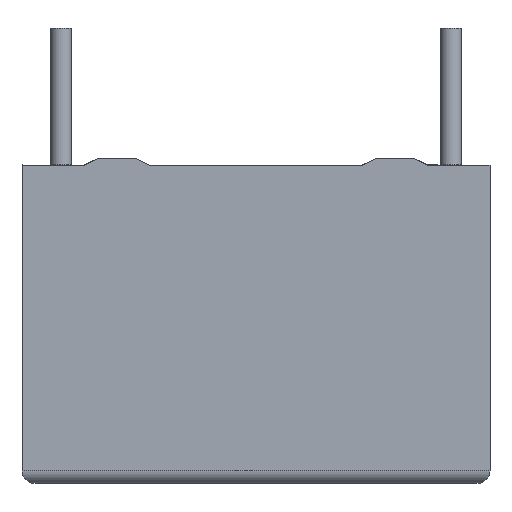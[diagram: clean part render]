
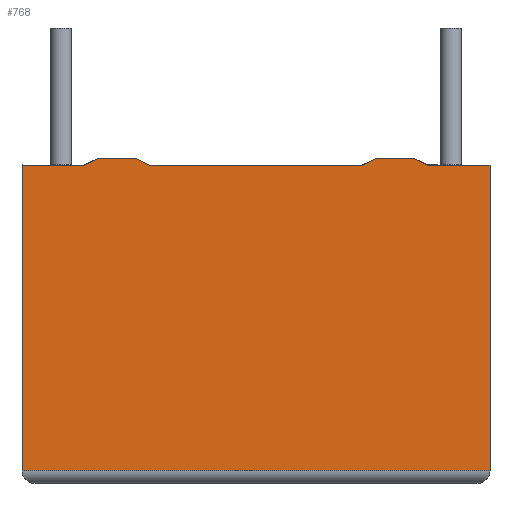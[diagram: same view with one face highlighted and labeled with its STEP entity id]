
A CAD part, front view. The second image highlights one B-rep face of the part: STEP entity #768.
In plain terms, the highlighted planar face has unit normal (0, -1, 0).
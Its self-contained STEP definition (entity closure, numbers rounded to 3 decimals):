
#41 = FACE_OUTER_BOUND ( 'NONE', #96, .T. ) ;
#58 = LINE ( 'NONE', #318, #977 ) ;
#80 = LINE ( 'NONE', #777, #307 ) ;
#84 = CARTESIAN_POINT ( 'NONE',  ( -9., -3.5, 6.25 ) ) ;
#85 = CARTESIAN_POINT ( 'NONE',  ( -9., -3.5, 6. ) ) ;
#96 = EDGE_LOOP ( 'NONE', ( #105, #99, #857, #836, #417, #846, #388, #209, #194, #493, #202, #802 ) ) ;
#99 = ORIENTED_EDGE ( 'NONE', *, *, #551, .T. ) ;
#105 = ORIENTED_EDGE ( 'NONE', *, *, #513, .F. ) ;
#111 = VERTEX_POINT ( 'NONE', #812 ) ;
#119 = LINE ( 'NONE', #918, #1114 ) ;
#127 = EDGE_CURVE ( 'NONE', #915, #742, #471, .T. ) ;
#141 = DIRECTION ( 'NONE',  ( 0., 0., 1. ) ) ;
#144 = CARTESIAN_POINT ( 'NONE',  ( -4.103, -3.5, 6. ) ) ;
#151 = DIRECTION ( 'NONE',  ( 0., 0., 1. ) ) ;
#186 = EDGE_CURVE ( 'NONE', #807, #286, #642, .T. ) ;
#194 = ORIENTED_EDGE ( 'NONE', *, *, #841, .T. ) ;
#202 = ORIENTED_EDGE ( 'NONE', *, *, #772, .T. ) ;
#209 = ORIENTED_EDGE ( 'NONE', *, *, #283, .T. ) ;
#249 = LINE ( 'NONE', #84, #1131 ) ;
#257 = CARTESIAN_POINT ( 'NONE',  ( 6.603, -3.5, 6. ) ) ;
#260 = DIRECTION ( 'NONE',  ( -0.894, 0., 0.447 ) ) ;
#283 = EDGE_CURVE ( 'NONE', #670, #736, #943, .T. ) ;
#286 = VERTEX_POINT ( 'NONE', #85 ) ;
#300 = EDGE_CURVE ( 'NONE', #742, #111, #980, .T. ) ;
#306 = VECTOR ( 'NONE', #151, 1000. ) ;
#307 = VECTOR ( 'NONE', #624, 1000. ) ;
#313 = DIRECTION ( 'NONE',  ( 1., 0., 0. ) ) ;
#318 = CARTESIAN_POINT ( 'NONE',  ( -9., -3.5, 6.25 ) ) ;
#330 = EDGE_CURVE ( 'NONE', #413, #111, #58, .T. ) ;
#375 = CARTESIAN_POINT ( 'NONE',  ( 9., -3.5, 6. ) ) ;
#377 = VERTEX_POINT ( 'NONE', #502 ) ;
#388 = ORIENTED_EDGE ( 'NONE', *, *, #573, .T. ) ;
#391 = DIRECTION ( 'NONE',  ( 0., 0., -1. ) ) ;
#394 = CARTESIAN_POINT ( 'NONE',  ( -9., -3.5, -5.75 ) ) ;
#398 = EDGE_CURVE ( 'NONE', #377, #950, #249, .T. ) ;
#410 = CARTESIAN_POINT ( 'NONE',  ( 0., -3.5, 0. ) ) ;
#413 = VERTEX_POINT ( 'NONE', #435 ) ;
#417 = ORIENTED_EDGE ( 'NONE', *, *, #300, .T. ) ;
#435 = CARTESIAN_POINT ( 'NONE',  ( 4.603, -3.5, 6.25 ) ) ;
#453 = CARTESIAN_POINT ( 'NONE',  ( -6.603, -3.5, 6. ) ) ;
#457 = DIRECTION ( 'NONE',  ( -1., 0., 0. ) ) ;
#459 = DIRECTION ( 'NONE',  ( 0., 1., 0. ) ) ;
#464 = VECTOR ( 'NONE', #1155, 1000. ) ;
#471 = LINE ( 'NONE', #375, #660 ) ;
#493 = ORIENTED_EDGE ( 'NONE', *, *, #398, .F. ) ;
#499 = VECTOR ( 'NONE', #260, 1000. ) ;
#502 = CARTESIAN_POINT ( 'NONE',  ( -6.103, -3.5, 6.25 ) ) ;
#504 = LINE ( 'NONE', #584, #1025 ) ;
#513 = EDGE_CURVE ( 'NONE', #1135, #286, #1056, .T. ) ;
#531 = CARTESIAN_POINT ( 'NONE',  ( -4.103, -3.5, 6. ) ) ;
#551 = EDGE_CURVE ( 'NONE', #1135, #834, #936, .T. ) ;
#565 = CARTESIAN_POINT ( 'NONE',  ( 9., -3.5, 6. ) ) ;
#573 = EDGE_CURVE ( 'NONE', #413, #670, #504, .T. ) ;
#584 = CARTESIAN_POINT ( 'NONE',  ( 4.603, -3.5, 6.25 ) ) ;
#624 = DIRECTION ( 'NONE',  ( -0.894, 0., 0.447 ) ) ;
#642 = LINE ( 'NONE', #710, #464 ) ;
#660 = VECTOR ( 'NONE', #457, 1000. ) ;
#670 = VERTEX_POINT ( 'NONE', #883 ) ;
#710 = CARTESIAN_POINT ( 'NONE',  ( -9., -3.5, 6. ) ) ;
#736 = VERTEX_POINT ( 'NONE', #531 ) ;
#742 = VERTEX_POINT ( 'NONE', #879 ) ;
#745 = PLANE ( 'NONE',  #939 ) ;
#756 = DIRECTION ( 'NONE',  ( -0.894, 0., -0.447 ) ) ;
#768 = ADVANCED_FACE ( 'NONE', ( #41 ), #745, .F. ) ;
#772 = EDGE_CURVE ( 'NONE', #377, #807, #897, .T. ) ;
#777 = CARTESIAN_POINT ( 'NONE',  ( -4.603, -3.5, 6.25 ) ) ;
#781 = DIRECTION ( 'NONE',  ( -1., 0., 0. ) ) ;
#802 = ORIENTED_EDGE ( 'NONE', *, *, #186, .T. ) ;
#807 = VERTEX_POINT ( 'NONE', #453 ) ;
#811 = VECTOR ( 'NONE', #1073, 1000. ) ;
#812 = CARTESIAN_POINT ( 'NONE',  ( 6.103, -3.5, 6.25 ) ) ;
#834 = VERTEX_POINT ( 'NONE', #1062 ) ;
#836 = ORIENTED_EDGE ( 'NONE', *, *, #127, .T. ) ;
#841 = EDGE_CURVE ( 'NONE', #736, #950, #80, .T. ) ;
#846 = ORIENTED_EDGE ( 'NONE', *, *, #330, .F. ) ;
#857 = ORIENTED_EDGE ( 'NONE', *, *, #965, .F. ) ;
#879 = CARTESIAN_POINT ( 'NONE',  ( 6.603, -3.5, 6. ) ) ;
#883 = CARTESIAN_POINT ( 'NONE',  ( 4.103, -3.5, 6. ) ) ;
#897 = LINE ( 'NONE', #978, #811 ) ;
#915 = VERTEX_POINT ( 'NONE', #565 ) ;
#918 = CARTESIAN_POINT ( 'NONE',  ( 9., -3.5, -6.25 ) ) ;
#936 = LINE ( 'NONE', #1099, #1097 ) ;
#939 = AXIS2_PLACEMENT_3D ( 'NONE', #410, #459, #141 ) ;
#943 = LINE ( 'NONE', #144, #995 ) ;
#950 = VERTEX_POINT ( 'NONE', #1077 ) ;
#965 = EDGE_CURVE ( 'NONE', #915, #834, #119, .T. ) ;
#977 = VECTOR ( 'NONE', #313, 1000. ) ;
#978 = CARTESIAN_POINT ( 'NONE',  ( -6.603, -3.5, 6. ) ) ;
#980 = LINE ( 'NONE', #257, #499 ) ;
#995 = VECTOR ( 'NONE', #781, 1000. ) ;
#1025 = VECTOR ( 'NONE', #756, 1000. ) ;
#1030 = DIRECTION ( 'NONE',  ( 1., 0., 0. ) ) ;
#1056 = LINE ( 'NONE', #1146, #306 ) ;
#1062 = CARTESIAN_POINT ( 'NONE',  ( 9., -3.5, -5.75 ) ) ;
#1063 = DIRECTION ( 'NONE',  ( 1., 0., 0. ) ) ;
#1073 = DIRECTION ( 'NONE',  ( -0.894, 0., -0.447 ) ) ;
#1077 = CARTESIAN_POINT ( 'NONE',  ( -4.603, -3.5, 6.25 ) ) ;
#1097 = VECTOR ( 'NONE', #1030, 1000. ) ;
#1099 = CARTESIAN_POINT ( 'NONE',  ( 0., -3.5, -5.75 ) ) ;
#1114 = VECTOR ( 'NONE', #391, 1000. ) ;
#1131 = VECTOR ( 'NONE', #1063, 1000. ) ;
#1135 = VERTEX_POINT ( 'NONE', #394 ) ;
#1146 = CARTESIAN_POINT ( 'NONE',  ( -9., -3.5, -6.25 ) ) ;
#1155 = DIRECTION ( 'NONE',  ( -1., 0., 0. ) ) ;
